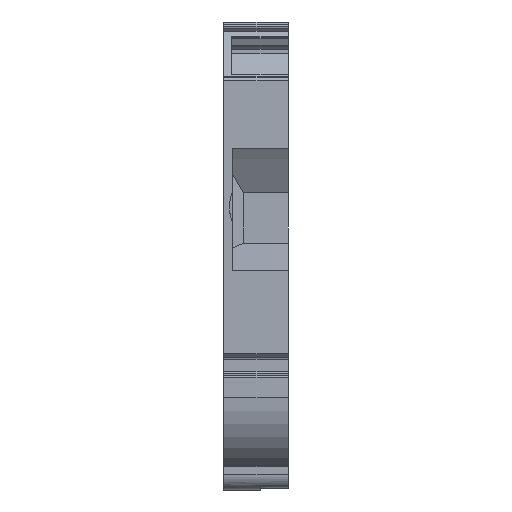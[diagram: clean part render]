
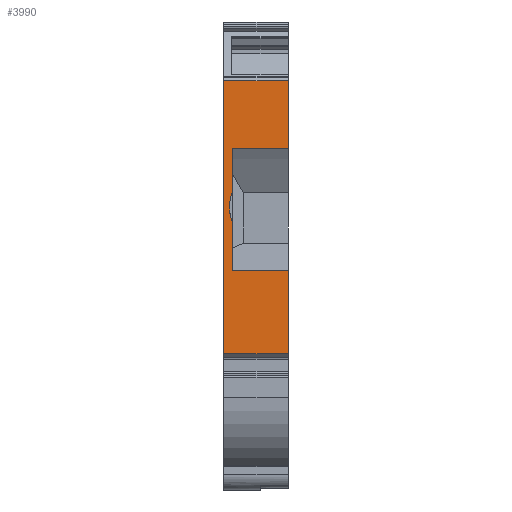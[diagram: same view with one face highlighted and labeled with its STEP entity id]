
A CAD part, front view. The second image highlights one B-rep face of the part: STEP entity #3990.
In plain terms, the highlighted planar face has unit normal (0, -1, 0).
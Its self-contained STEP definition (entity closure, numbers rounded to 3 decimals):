
#3932=AXIS2_PLACEMENT_3D('Plane Axis2P3D',#3929,#3930,#3931) ;
#307=CARTESIAN_POINT('Vertex',(6.1,0.,38.5)) ;
#310=CARTESIAN_POINT('Line Origine',(6.1,0.,35.325)) ;
#314=CARTESIAN_POINT('Vertex',(6.1,0.,32.15)) ;
#342=CARTESIAN_POINT('Vertex',(6.1,0.,20.591)) ;
#345=CARTESIAN_POINT('Line Origine',(6.1,0.,16.695)) ;
#349=CARTESIAN_POINT('Vertex',(6.1,0.,12.8)) ;
#2208=CARTESIAN_POINT('Vertex',(0.,0.,12.8)) ;
#2211=CARTESIAN_POINT('Line Origine',(0.,0.,25.65)) ;
#2215=CARTESIAN_POINT('Vertex',(0.,0.,38.5)) ;
#3916=CARTESIAN_POINT('Line Origine',(3.05,0.,38.5)) ;
#3929=CARTESIAN_POINT('Axis2P3D Location',(6.1,0.,12.8)) ;
#3935=CARTESIAN_POINT('Control Point',(0.8,0.,27.992)) ;
#3936=CARTESIAN_POINT('Control Point',(0.664,0.,27.625)) ;
#3937=CARTESIAN_POINT('Control Point',(0.572,0.,27.24)) ;
#3938=CARTESIAN_POINT('Control Point',(0.529,0.,26.847)) ;
#3939=CARTESIAN_POINT('Control Point',(0.536,0.,26.274)) ;
#3940=CARTESIAN_POINT('Control Point',(0.643,0.,25.715)) ;
#3941=CARTESIAN_POINT('Control Point',(0.686,0.,25.543)) ;
#3942=CARTESIAN_POINT('Control Point',(0.739,0.,25.374)) ;
#3943=CARTESIAN_POINT('Control Point',(0.8,0.,25.208)) ;
#3944=CARTESIAN_POINT('Vertex',(0.8,0.,27.992)) ;
#3946=CARTESIAN_POINT('Vertex',(0.8,0.,25.208)) ;
#3949=CARTESIAN_POINT('Line Origine',(0.8,0.,30.071)) ;
#3953=CARTESIAN_POINT('Vertex',(0.8,0.,32.15)) ;
#3956=CARTESIAN_POINT('Line Origine',(3.45,0.,32.15)) ;
#3961=CARTESIAN_POINT('Line Origine',(3.05,0.,12.8)) ;
#3966=CARTESIAN_POINT('Line Origine',(3.45,0.,20.591)) ;
#3970=CARTESIAN_POINT('Vertex',(0.8,0.,20.591)) ;
#3973=CARTESIAN_POINT('Line Origine',(0.8,0.,22.899)) ;
#311=DIRECTION('Vector Direction',(0.,0.,-1.)) ;
#346=DIRECTION('Vector Direction',(0.,0.,-1.)) ;
#2212=DIRECTION('Vector Direction',(0.,0.,1.)) ;
#3917=DIRECTION('Vector Direction',(1.,0.,0.)) ;
#3930=DIRECTION('Axis2P3D Direction',(0.,1.,0.)) ;
#3931=DIRECTION('Axis2P3D XDirection',(0.,0.,1.)) ;
#3950=DIRECTION('Vector Direction',(0.,0.,-1.)) ;
#3957=DIRECTION('Vector Direction',(-1.,0.,0.)) ;
#3962=DIRECTION('Vector Direction',(-1.,0.,0.)) ;
#3967=DIRECTION('Vector Direction',(1.,0.,0.)) ;
#3974=DIRECTION('Vector Direction',(0.,0.,-1.)) ;
#312=VECTOR('Line Direction',#311,1.) ;
#347=VECTOR('Line Direction',#346,1.) ;
#2213=VECTOR('Line Direction',#2212,1.) ;
#3918=VECTOR('Line Direction',#3917,1.) ;
#3951=VECTOR('Line Direction',#3950,1.) ;
#3958=VECTOR('Line Direction',#3957,1.) ;
#3963=VECTOR('Line Direction',#3962,1.) ;
#3968=VECTOR('Line Direction',#3967,1.) ;
#3975=VECTOR('Line Direction',#3974,1.) ;
#3979=ORIENTED_EDGE('',*,*,#3948,.F.) ;
#3980=ORIENTED_EDGE('',*,*,#3955,.F.) ;
#3981=ORIENTED_EDGE('',*,*,#3960,.F.) ;
#3982=ORIENTED_EDGE('',*,*,#316,.F.) ;
#3983=ORIENTED_EDGE('',*,*,#3920,.F.) ;
#3984=ORIENTED_EDGE('',*,*,#2217,.F.) ;
#3985=ORIENTED_EDGE('',*,*,#3965,.F.) ;
#3986=ORIENTED_EDGE('',*,*,#351,.F.) ;
#3987=ORIENTED_EDGE('',*,*,#3972,.F.) ;
#3988=ORIENTED_EDGE('',*,*,#3977,.F.) ;
#3990=ADVANCED_FACE('K\X2\00F6\X0\rper.2 ( *SOL1 - wsp *MASTER -  )',(#3989),#3933,.F.) ;
#3934=B_SPLINE_CURVE_WITH_KNOTS('',5,(#3935,#3936,#3937,#3938,#3939,#3940,#3941,#3942,#3943),.UNSPECIFIED.,.F.,.U.,(6,3,6),(0.,2.771,4.02),.UNSPECIFIED.) ;
#316=EDGE_CURVE('',#308,#315,#313,.T.) ;
#351=EDGE_CURVE('',#343,#350,#348,.T.) ;
#2217=EDGE_CURVE('',#2209,#2216,#2214,.T.) ;
#3920=EDGE_CURVE('',#2216,#308,#3919,.T.) ;
#3948=EDGE_CURVE('',#3945,#3947,#3934,.T.) ;
#3955=EDGE_CURVE('',#3954,#3945,#3952,.T.) ;
#3960=EDGE_CURVE('',#315,#3954,#3959,.T.) ;
#3965=EDGE_CURVE('',#350,#2209,#3964,.T.) ;
#3972=EDGE_CURVE('',#3971,#343,#3969,.T.) ;
#3977=EDGE_CURVE('',#3947,#3971,#3976,.T.) ;
#3978=EDGE_LOOP('',(#3979,#3980,#3981,#3982,#3983,#3984,#3985,#3986,#3987,#3988)) ;
#3989=FACE_OUTER_BOUND('',#3978,.T.) ;
#313=LINE('Line',#310,#312) ;
#348=LINE('Line',#345,#347) ;
#2214=LINE('Line',#2211,#2213) ;
#3919=LINE('Line',#3916,#3918) ;
#3952=LINE('Line',#3949,#3951) ;
#3959=LINE('Line',#3956,#3958) ;
#3964=LINE('Line',#3961,#3963) ;
#3969=LINE('Line',#3966,#3968) ;
#3976=LINE('Line',#3973,#3975) ;
#3933=PLANE('',#3932) ;
#308=VERTEX_POINT('',#307) ;
#315=VERTEX_POINT('',#314) ;
#343=VERTEX_POINT('',#342) ;
#350=VERTEX_POINT('',#349) ;
#2209=VERTEX_POINT('',#2208) ;
#2216=VERTEX_POINT('',#2215) ;
#3945=VERTEX_POINT('',#3944) ;
#3947=VERTEX_POINT('',#3946) ;
#3954=VERTEX_POINT('',#3953) ;
#3971=VERTEX_POINT('',#3970) ;
